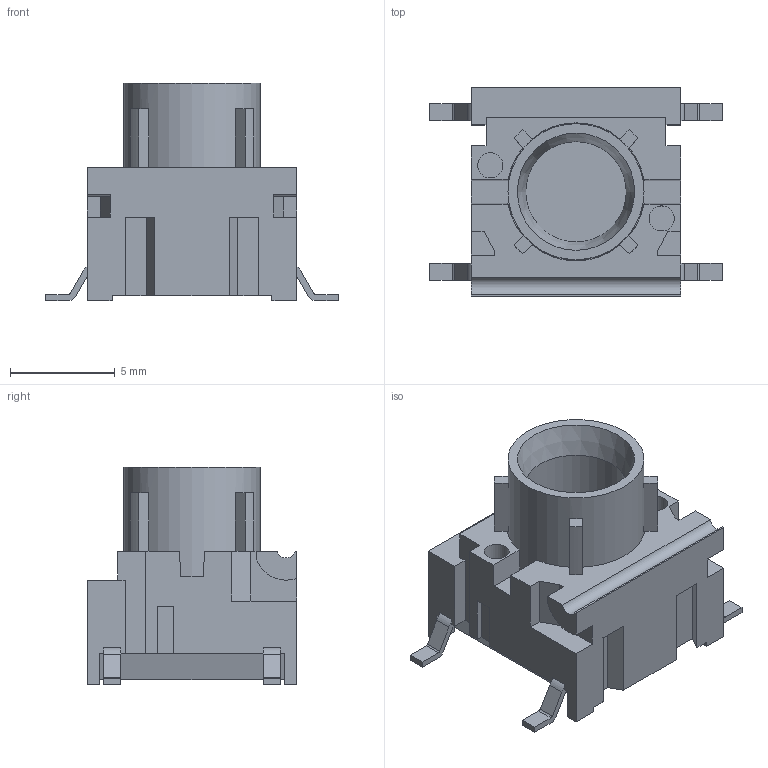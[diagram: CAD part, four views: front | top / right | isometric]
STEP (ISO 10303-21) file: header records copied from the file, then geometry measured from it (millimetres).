
FILE_DESCRIPTION(/* description */ ('','CAx-IF Rec.Pracs.---Representation and Presentation of Product Manufacturing Information (PMI)---4.0---2014-10-13'),/* implementation_level */ '2;1');
FILE_NAME(/* name */ '3FSH9.stp',/* time_stamp */ '2020-02-25T10:45:15+01:00',/* author */ ('fd'),/* organization */ (''),/* preprocessor_version */ 'ST-DEVELOPER v18',/* originating_system */ 'Autodesk Inventor 2020',/* authorisation */ '');
FILE_SCHEMA (('AP242_MANAGED_MODEL_BASED_3D_ENGINEERING_MIM_LF { 1 0 10303 442 1 1 4 }'));
Length unit declared in the file: millimetre
Products named in the file (1): 3FSH9
Bounding box: 14 x 10 x 10.4 mm (x, y, z)
Volume: 590.3 mm3; surface area: 742.3 mm2
Topology: 1 solids, 1 shells, 169 faces, 484 edges, 317 vertices
Faces by surface type: plane 138, cylinder 30, cone 1
Full cylindrical faces by diameter (mm): 1.2 x2, 4.8 x1, 6.5 x1
Entity records: 5630 total; most frequent: CARTESIAN_POINT 988, ORIENTED_EDGE 968, DIRECTION 943, EDGE_CURVE 484, LINE 391, VECTOR 391, VERTEX_POINT 317, AXIS2_PLACEMENT_3D 276
